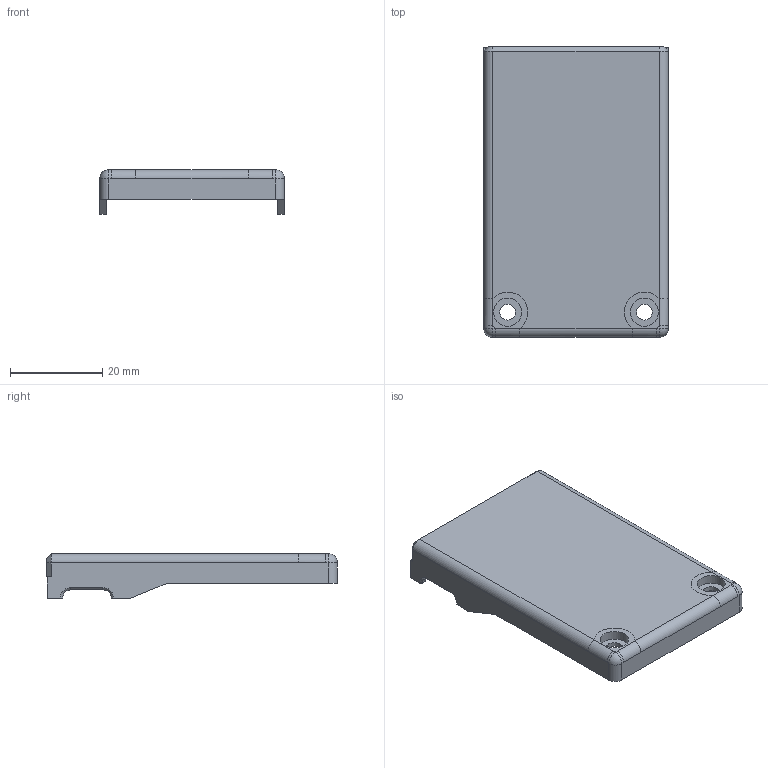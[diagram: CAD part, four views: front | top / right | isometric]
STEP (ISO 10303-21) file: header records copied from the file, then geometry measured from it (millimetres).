
FILE_DESCRIPTION(('FreeCAD Model'),'2;1');
FILE_NAME('Open CASCADE Shape Model','2023-07-03T19:19:03',('Author'),( ''),'Open CASCADE STEP processor 7.6','FreeCAD','Unknown');
FILE_SCHEMA(('AUTOMOTIVE_DESIGN { 1 0 10303 214 1 1 1 1 }'));
Length unit declared in the file: millimetre
Products named in the file (1): Split_i1
Bounding box: 40 x 62.95 x 9.66 mm (x, y, z)
Volume: 5038.3 mm3; surface area: 6973.2 mm2
Topology: 1 solids, 1 shells, 81 faces, 207 edges, 128 vertices
Faces by surface type: plane 47, cylinder 22, cone 6, bspline 4, sphere 2
Full cylindrical faces by diameter (mm): 3.4 x2, 6.1 x2
Entity records: 5109 total; most frequent: CARTESIAN_POINT 1280, DIRECTION 628, ORIENTED_EDGE 410, PCURVE 410, DEFINITIONAL_REPRESENTATION 410, LINE 345, VECTOR 345, EDGE_CURVE 205
